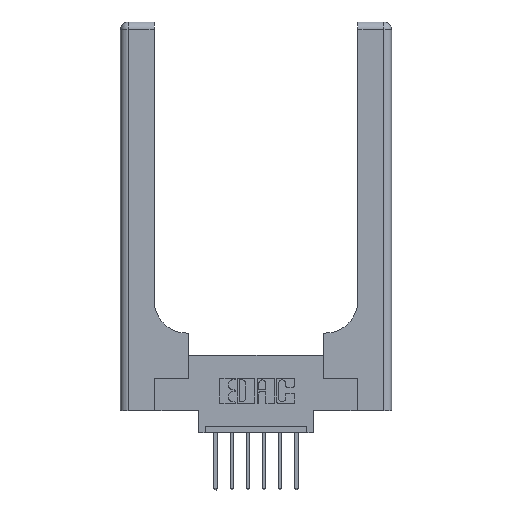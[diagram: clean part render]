
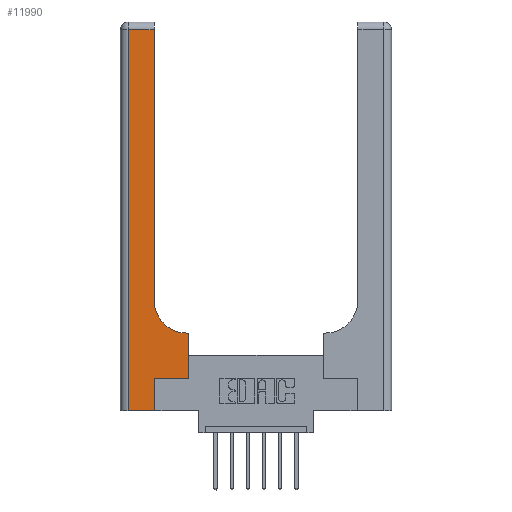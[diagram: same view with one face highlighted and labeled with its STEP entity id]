
A CAD part, top view. The second image highlights one B-rep face of the part: STEP entity #11990.
In plain terms, the highlighted planar face has unit normal (0, 0, 1).
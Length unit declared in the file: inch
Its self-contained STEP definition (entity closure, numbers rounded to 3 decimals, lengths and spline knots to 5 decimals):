
#602 = DIRECTION ( 'NONE',  ( 1., 0., 0. ) ) ;
#928 = EDGE_CURVE ( 'NONE', #1875, #1918, #11664, .T. ) ;
#930 = VERTEX_POINT ( 'NONE', #2519 ) ;
#1173 = VECTOR ( 'NONE', #6118, 39.37008 ) ;
#1206 = CIRCLE ( 'NONE', #7854, 0.25 ) ;
#1530 = CARTESIAN_POINT ( 'NONE',  ( 0.265, 0.25, 0.37 ) ) ;
#1538 = EDGE_CURVE ( 'NONE', #2576, #930, #5885, .T. ) ;
#1875 = VERTEX_POINT ( 'NONE', #13122 ) ;
#1918 = VERTEX_POINT ( 'NONE', #4600 ) ;
#2519 = CARTESIAN_POINT ( 'NONE',  ( 0.528, 0.25, 0.37 ) ) ;
#2576 = VERTEX_POINT ( 'NONE', #11800 ) ;
#2581 = DIRECTION ( 'NONE',  ( 1., 0., 0. ) ) ;
#2799 = CARTESIAN_POINT ( 'NONE',  ( 0.265, 0., 0.37 ) ) ;
#2899 = LINE ( 'NONE', #7307, #8215 ) ;
#3001 = CARTESIAN_POINT ( 'NONE',  ( 0.51, 0.6, 0.37 ) ) ;
#3162 = VECTOR ( 'NONE', #12657, 39.37008 ) ;
#3235 = VECTOR ( 'NONE', #10330, 39.37008 ) ;
#3365 = ORIENTED_EDGE ( 'NONE', *, *, #1538, .T. ) ;
#3639 = EDGE_CURVE ( 'NONE', #3768, #1875, #11989, .T. ) ;
#3706 = VERTEX_POINT ( 'NONE', #12426 ) ;
#3767 = CARTESIAN_POINT ( 'NONE',  ( 0.26, 3., 0.37 ) ) ;
#3768 = VERTEX_POINT ( 'NONE', #5922 ) ;
#3953 = CARTESIAN_POINT ( 'NONE',  ( 0.528, 0.25, 0.37 ) ) ;
#4069 = ORIENTED_EDGE ( 'NONE', *, *, #10795, .T. ) ;
#4573 = PLANE ( 'NONE',  #9456 ) ;
#4600 = CARTESIAN_POINT ( 'NONE',  ( 0.265, 0., 0.37 ) ) ;
#4702 = CARTESIAN_POINT ( 'NONE',  ( 0., 2.94, 0.37 ) ) ;
#4792 = DIRECTION ( 'NONE',  ( 0., 0., -1. ) ) ;
#5207 = EDGE_CURVE ( 'NONE', #3706, #12221, #2899, .T. ) ;
#5885 = LINE ( 'NONE', #1530, #3235 ) ;
#5922 = CARTESIAN_POINT ( 'NONE',  ( 0.06, 2.94, 0.37 ) ) ;
#5991 = LINE ( 'NONE', #3767, #3162 ) ;
#6118 = DIRECTION ( 'NONE',  ( 0., 1., 0. ) ) ;
#6202 = VERTEX_POINT ( 'NONE', #14073 ) ;
#6399 = ORIENTED_EDGE ( 'NONE', *, *, #928, .T. ) ;
#6421 = CARTESIAN_POINT ( 'NONE',  ( 0.06, 3., 0.37 ) ) ;
#6664 = CARTESIAN_POINT ( 'NONE',  ( 0., 3., 0.37 ) ) ;
#7130 = LINE ( 'NONE', #2799, #11828 ) ;
#7266 = ORIENTED_EDGE ( 'NONE', *, *, #12437, .T. ) ;
#7307 = CARTESIAN_POINT ( 'NONE',  ( 0.26, 0.6, 0.37 ) ) ;
#7854 = AXIS2_PLACEMENT_3D ( 'NONE', #8005, #4792, #2581 ) ;
#8005 = CARTESIAN_POINT ( 'NONE',  ( 0.51, 0.85, 0.37 ) ) ;
#8215 = VECTOR ( 'NONE', #10716, 39.37008 ) ;
#8243 = CARTESIAN_POINT ( 'NONE',  ( 0., 0., 0.37 ) ) ;
#8651 = VECTOR ( 'NONE', #12445, 39.37008 ) ;
#9011 = DIRECTION ( 'NONE',  ( 0., 0., -1. ) ) ;
#9313 = VECTOR ( 'NONE', #9918, 39.37008 ) ;
#9456 = AXIS2_PLACEMENT_3D ( 'NONE', #6664, #9011, #13491 ) ;
#9752 = CARTESIAN_POINT ( 'NONE',  ( 0.26, 0.85, 0.37 ) ) ;
#9918 = DIRECTION ( 'NONE',  ( 0., -1., 0. ) ) ;
#10058 = ORIENTED_EDGE ( 'NONE', *, *, #12067, .T. ) ;
#10330 = DIRECTION ( 'NONE',  ( 1., 0., 0. ) ) ;
#10418 = LINE ( 'NONE', #3953, #1173 ) ;
#10716 = DIRECTION ( 'NONE',  ( -1., 0., 0. ) ) ;
#10783 = ORIENTED_EDGE ( 'NONE', *, *, #3639, .T. ) ;
#10795 = EDGE_CURVE ( 'NONE', #6202, #3768, #13696, .T. ) ;
#10866 = VECTOR ( 'NONE', #602, 39.37008 ) ;
#11404 = ORIENTED_EDGE ( 'NONE', *, *, #12051, .T. ) ;
#11664 = LINE ( 'NONE', #8243, #10866 ) ;
#11711 = EDGE_CURVE ( 'NONE', #930, #3706, #10418, .T. ) ;
#11800 = CARTESIAN_POINT ( 'NONE',  ( 0.265, 0.25, 0.37 ) ) ;
#11828 = VECTOR ( 'NONE', #12462, 39.37008 ) ;
#11989 = LINE ( 'NONE', #6421, #9313 ) ;
#11990 = ADVANCED_FACE ( 'NONE', ( #12385 ), #4573, .F. ) ;
#12051 = EDGE_CURVE ( 'NONE', #1918, #2576, #7130, .T. ) ;
#12067 = EDGE_CURVE ( 'NONE', #12221, #13485, #1206, .T. ) ;
#12221 = VERTEX_POINT ( 'NONE', #3001 ) ;
#12385 = FACE_OUTER_BOUND ( 'NONE', #13535, .T. ) ;
#12426 = CARTESIAN_POINT ( 'NONE',  ( 0.528, 0.6, 0.37 ) ) ;
#12437 = EDGE_CURVE ( 'NONE', #13485, #6202, #5991, .T. ) ;
#12445 = DIRECTION ( 'NONE',  ( -1., 0., 0. ) ) ;
#12462 = DIRECTION ( 'NONE',  ( 0., 1., 0. ) ) ;
#12657 = DIRECTION ( 'NONE',  ( 0., 1., 0. ) ) ;
#13122 = CARTESIAN_POINT ( 'NONE',  ( 0.06, 0., 0.37 ) ) ;
#13485 = VERTEX_POINT ( 'NONE', #9752 ) ;
#13491 = DIRECTION ( 'NONE',  ( -1., 0., 0. ) ) ;
#13499 = ORIENTED_EDGE ( 'NONE', *, *, #5207, .T. ) ;
#13535 = EDGE_LOOP ( 'NONE', ( #7266, #4069, #10783, #6399, #11404, #3365, #13633, #13499, #10058 ) ) ;
#13633 = ORIENTED_EDGE ( 'NONE', *, *, #11711, .T. ) ;
#13696 = LINE ( 'NONE', #4702, #8651 ) ;
#14073 = CARTESIAN_POINT ( 'NONE',  ( 0.26, 2.94, 0.37 ) ) ;
